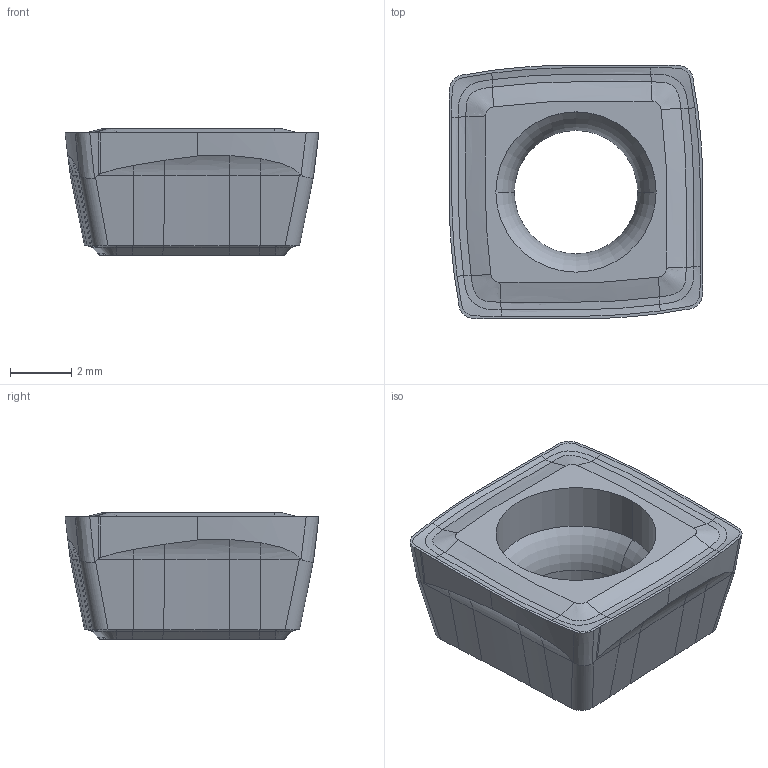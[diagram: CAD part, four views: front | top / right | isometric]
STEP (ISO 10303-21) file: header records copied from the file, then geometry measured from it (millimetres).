
FILE_DESCRIPTION((''),'2;1');
FILE_NAME('SOGX084005-UN','2023-06-21T14:34:01',('tlyae014'),('PTC Japan'),'CREO PARAMETRIC BY PTC INC, 2021424','CREO PARAMETRIC BY PTC INC, 2021424','');
FILE_SCHEMA(('AUTOMOTIVE_DESIGN { 1 0 10303 214 1 1 1 1 }'));
Length unit declared in the file: millimetre
Products named in the file (1): SOGX084005-UN
Bounding box: 8.3 x 8.3 x 4.13 mm (x, y, z)
Volume: 153.9 mm3; surface area: 253 mm2
Topology: 1 solids, 1 shells, 150 faces, 394 edges, 248 vertices
Faces by surface type: cone 32, torus 30, plane 28, bspline 28, cylinder 28, extrusion 4
Entity records: 8959 total; most frequent: CARTESIAN_POINT 4206, ORIENTED_EDGE 748, DIRECTION 670, PRESENTATION_STYLE_ASSIGNMENT 397, STYLED_ITEM 397, CURVE_STYLE 396, EDGE_CURVE 374, AXIS2_PLACEMENT_3D 255
